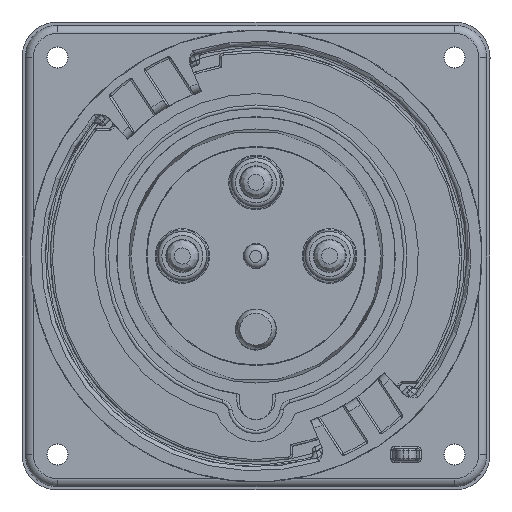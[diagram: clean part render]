
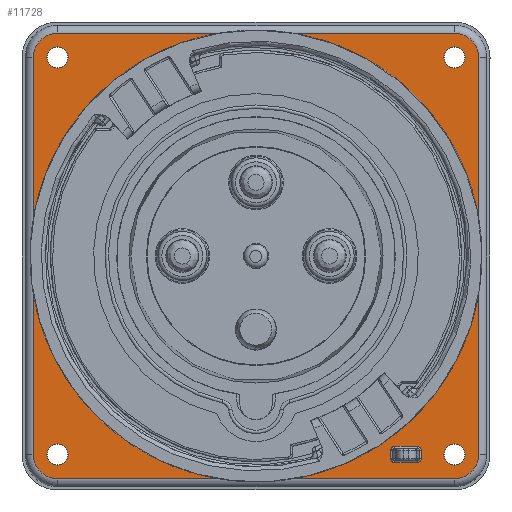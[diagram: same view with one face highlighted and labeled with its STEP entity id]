
A CAD part, front view. The second image highlights one B-rep face of the part: STEP entity #11728.
In plain terms, the highlighted planar face has unit normal (0, -1, 0).
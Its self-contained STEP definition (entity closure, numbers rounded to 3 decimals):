
#1968=FACE_BOUND('',#17130,.T.);
#1969=FACE_BOUND('',#17131,.T.);
#1970=FACE_BOUND('',#17132,.T.);
#1971=FACE_BOUND('',#17133,.T.);
#1972=FACE_BOUND('',#17134,.T.);
#1973=FACE_BOUND('',#17135,.T.);
#1974=FACE_BOUND('',#17136,.T.);
#2907=ELLIPSE('',#47265,1.015,1.);
#2908=ELLIPSE('',#47266,1.015,1.);
#2909=ELLIPSE('',#47267,1.015,1.);
#2910=ELLIPSE('',#47268,1.015,1.);
#3983=PLANE('',#47269);
#6129=LINE('',#101029,#8792);
#6130=LINE('',#101037,#8793);
#6131=LINE('',#101045,#8794);
#6132=LINE('',#101053,#8795);
#6517=LINE('',#102740,#9180);
#6518=LINE('',#102745,#9181);
#6519=LINE('',#102749,#9182);
#6520=LINE('',#102753,#9183);
#8792=VECTOR('',#56607,1.);
#8793=VECTOR('',#56618,1.);
#8794=VECTOR('',#56629,1.);
#8795=VECTOR('',#56640,1.);
#9180=VECTOR('',#58155,1.);
#9181=VECTOR('',#58158,1.);
#9182=VECTOR('',#58161,1.);
#9183=VECTOR('',#58164,1.);
#11728=ADVANCED_FACE('',(#1968,#1969,#1970,#1971,#1972,#1973,#1974),#3983,
 .T.);
#17130=EDGE_LOOP('',(#30724));
#17131=EDGE_LOOP('',(#30725));
#17132=EDGE_LOOP('',(#30726));
#17133=EDGE_LOOP('',(#30727));
#17134=EDGE_LOOP('',(#30728,#30729,#30730,#30731,#30732,#30733,#30734,#30735));
#17135=EDGE_LOOP('',(#30736));
#17136=EDGE_LOOP('',(#30737,#30738,#30739,#30740,#30741,#30742,#30743,#30744));
#30724=ORIENTED_EDGE('',*,*,#41200,.F.);
#30725=ORIENTED_EDGE('',*,*,#41201,.F.);
#30726=ORIENTED_EDGE('',*,*,#41202,.F.);
#30727=ORIENTED_EDGE('',*,*,#41203,.F.);
#30728=ORIENTED_EDGE('',*,*,#40535,.T.);
#30729=ORIENTED_EDGE('',*,*,#40549,.F.);
#30730=ORIENTED_EDGE('',*,*,#40547,.T.);
#30731=ORIENTED_EDGE('',*,*,#40545,.F.);
#30732=ORIENTED_EDGE('',*,*,#40543,.T.);
#30733=ORIENTED_EDGE('',*,*,#40541,.F.);
#30734=ORIENTED_EDGE('',*,*,#40539,.T.);
#30735=ORIENTED_EDGE('',*,*,#40537,.F.);
#30736=ORIENTED_EDGE('',*,*,#40911,.T.);
#30737=ORIENTED_EDGE('',*,*,#41204,.T.);
#30738=ORIENTED_EDGE('',*,*,#41205,.F.);
#30739=ORIENTED_EDGE('',*,*,#41206,.F.);
#30740=ORIENTED_EDGE('',*,*,#41207,.F.);
#30741=ORIENTED_EDGE('',*,*,#41208,.F.);
#30742=ORIENTED_EDGE('',*,*,#41209,.T.);
#30743=ORIENTED_EDGE('',*,*,#41210,.F.);
#30744=ORIENTED_EDGE('',*,*,#41211,.T.);
#34725=VERTEX_POINT('',#101028);
#34726=VERTEX_POINT('',#101030);
#34727=VERTEX_POINT('',#101034);
#34728=VERTEX_POINT('',#101038);
#34729=VERTEX_POINT('',#101042);
#34730=VERTEX_POINT('',#101046);
#34731=VERTEX_POINT('',#101050);
#34732=VERTEX_POINT('',#101054);
#34960=VERTEX_POINT('',#102093);
#35097=VERTEX_POINT('',#102733);
#35098=VERTEX_POINT('',#102735);
#35099=VERTEX_POINT('',#102737);
#35100=VERTEX_POINT('',#102739);
#35101=VERTEX_POINT('',#102741);
#35102=VERTEX_POINT('',#102742);
#35103=VERTEX_POINT('',#102744);
#35104=VERTEX_POINT('',#102746);
#35105=VERTEX_POINT('',#102748);
#35106=VERTEX_POINT('',#102750);
#35107=VERTEX_POINT('',#102752);
#35108=VERTEX_POINT('',#102754);
#40535=EDGE_CURVE('',#34726,#34725,#6129,.T.);
#40537=EDGE_CURVE('',#34726,#34727,#42902,.T.);
#40539=EDGE_CURVE('',#34728,#34727,#6130,.T.);
#40541=EDGE_CURVE('',#34728,#34729,#42905,.T.);
#40543=EDGE_CURVE('',#34730,#34729,#6131,.T.);
#40545=EDGE_CURVE('',#34730,#34731,#42908,.T.);
#40547=EDGE_CURVE('',#34732,#34731,#6132,.T.);
#40549=EDGE_CURVE('',#34732,#34725,#42911,.T.);
#40911=EDGE_CURVE('',#34960,#34960,#43033,.T.);
#41200=EDGE_CURVE('',#35097,#35097,#43150,.T.);
#41201=EDGE_CURVE('',#35098,#35098,#43151,.T.);
#41202=EDGE_CURVE('',#35099,#35099,#43152,.T.);
#41203=EDGE_CURVE('',#35100,#35100,#43153,.T.);
#41204=EDGE_CURVE('',#35101,#35102,#6517,.T.);
#41205=EDGE_CURVE('',#35103,#35102,#2907,.T.);
#41206=EDGE_CURVE('',#35104,#35103,#6518,.T.);
#41207=EDGE_CURVE('',#35105,#35104,#2908,.T.);
#41208=EDGE_CURVE('',#35106,#35105,#6519,.T.);
#41209=EDGE_CURVE('',#35106,#35107,#2909,.T.);
#41210=EDGE_CURVE('',#35108,#35107,#6520,.T.);
#41211=EDGE_CURVE('',#35108,#35101,#2910,.T.);
#42902=CIRCLE('',#46687,6.);
#42905=CIRCLE('',#46692,6.);
#42908=CIRCLE('',#46697,6.);
#42911=CIRCLE('',#46702,6.);
#43033=CIRCLE('',#46970,49.7);
#43150=CIRCLE('',#47261,2.642);
#43151=CIRCLE('',#47262,2.642);
#43152=CIRCLE('',#47263,2.642);
#43153=CIRCLE('',#47264,2.642);
#46687=AXIS2_PLACEMENT_3D('',#101033,#56612,#56613);
#46692=AXIS2_PLACEMENT_3D('',#101041,#56623,#56624);
#46697=AXIS2_PLACEMENT_3D('',#101049,#56634,#56635);
#46702=AXIS2_PLACEMENT_3D('',#101057,#56645,#56646);
#46970=AXIS2_PLACEMENT_3D('',#102092,#57401,#57402);
#47261=AXIS2_PLACEMENT_3D('',#102732,#58147,#58148);
#47262=AXIS2_PLACEMENT_3D('',#102734,#58149,#58150);
#47263=AXIS2_PLACEMENT_3D('',#102736,#58151,#58152);
#47264=AXIS2_PLACEMENT_3D('',#102738,#58153,#58154);
#47265=AXIS2_PLACEMENT_3D('',#102743,#58156,#58157);
#47266=AXIS2_PLACEMENT_3D('',#102747,#58159,#58160);
#47267=AXIS2_PLACEMENT_3D('',#102751,#58162,#58163);
#47268=AXIS2_PLACEMENT_3D('',#102755,#58165,#58166);
#47269=AXIS2_PLACEMENT_3D('',#102756,#58167,#58168);
#56607=DIRECTION('',(0.,0.,1.));
#56612=DIRECTION('',(0.,1.,0.));
#56613=DIRECTION('',(1.,0.,0.));
#56618=DIRECTION('',(1.,0.,0.));
#56623=DIRECTION('',(0.,1.,0.));
#56624=DIRECTION('',(1.,0.,0.));
#56629=DIRECTION('',(0.,0.,-1.));
#56634=DIRECTION('',(0.,1.,0.));
#56635=DIRECTION('',(1.,0.,0.));
#56640=DIRECTION('',(-1.,0.,0.));
#56645=DIRECTION('',(0.,1.,0.));
#56646=DIRECTION('',(1.,0.,0.));
#57401=DIRECTION('',(0.,1.,0.));
#57402=DIRECTION('',(1.,0.,0.));
#58147=DIRECTION('',(0.,-1.,0.));
#58148=DIRECTION('',(1.,0.,0.));
#58149=DIRECTION('',(0.,-1.,0.));
#58150=DIRECTION('',(1.,0.,0.));
#58151=DIRECTION('',(0.,-1.,0.));
#58152=DIRECTION('',(1.,0.,0.));
#58153=DIRECTION('',(0.,-1.,0.));
#58154=DIRECTION('',(1.,0.,0.));
#58155=DIRECTION('',(0.,0.,1.));
#58156=DIRECTION('',(0.,-1.,0.));
#58157=DIRECTION('',(-0.999,0.,0.049));
#58158=DIRECTION('',(-1.,0.,0.));
#58159=DIRECTION('',(0.,-1.,0.));
#58160=DIRECTION('',(-0.999,0.,-0.049));
#58161=DIRECTION('',(0.,0.,1.));
#58162=DIRECTION('',(0.,1.,0.));
#58163=DIRECTION('',(-0.999,0.,0.049));
#58164=DIRECTION('',(1.,0.,0.));
#58165=DIRECTION('',(0.,1.,0.));
#58166=DIRECTION('',(-0.999,0.,-0.049));
#58167=DIRECTION('',(0.,-1.,0.));
#58168=DIRECTION('',(1.,0.,0.));
#101028=CARTESIAN_POINT('',(55.2,13.2,68.6));
#101029=CARTESIAN_POINT('',(55.2,13.2,-29.8));
#101030=CARTESIAN_POINT('',(55.2,13.2,-29.8));
#101033=CARTESIAN_POINT('',(49.2,13.2,-29.8));
#101034=CARTESIAN_POINT('',(49.2,13.2,-35.8));
#101037=CARTESIAN_POINT('',(-49.2,13.2,-35.8));
#101038=CARTESIAN_POINT('',(-49.2,13.2,-35.8));
#101041=CARTESIAN_POINT('',(-49.2,13.2,-29.8));
#101042=CARTESIAN_POINT('',(-55.2,13.2,-29.8));
#101045=CARTESIAN_POINT('',(-55.2,13.2,68.6));
#101046=CARTESIAN_POINT('',(-55.2,13.2,68.6));
#101049=CARTESIAN_POINT('',(-49.2,13.2,68.6));
#101050=CARTESIAN_POINT('',(-49.2,13.2,74.6));
#101053=CARTESIAN_POINT('',(49.2,13.2,74.6));
#101054=CARTESIAN_POINT('',(49.2,13.2,74.6));
#101057=CARTESIAN_POINT('',(49.2,13.2,68.6));
#102092=CARTESIAN_POINT('',(0.,13.2,19.4));
#102093=CARTESIAN_POINT('',(49.7,13.2,19.4));
#102732=CARTESIAN_POINT('',(49.2,13.2,-29.8));
#102733=CARTESIAN_POINT('',(51.842,13.2,-29.8));
#102734=CARTESIAN_POINT('',(49.2,13.2,68.6));
#102735=CARTESIAN_POINT('',(51.842,13.2,68.6));
#102736=CARTESIAN_POINT('',(-49.2,13.2,-29.8));
#102737=CARTESIAN_POINT('',(-46.558,13.2,-29.8));
#102738=CARTESIAN_POINT('',(-49.2,13.2,68.6));
#102739=CARTESIAN_POINT('',(-46.558,13.2,68.6));
#102740=CARTESIAN_POINT('',(33.419,13.2,-30.791));
#102741=CARTESIAN_POINT('',(33.419,13.2,-30.791));
#102742=CARTESIAN_POINT('',(33.419,13.2,-28.809));
#102743=CARTESIAN_POINT('',(34.434,13.2,-28.81));
#102744=CARTESIAN_POINT('',(34.433,13.2,-27.81));
#102745=CARTESIAN_POINT('',(39.967,13.2,-27.81));
#102746=CARTESIAN_POINT('',(39.967,13.2,-27.81));
#102747=CARTESIAN_POINT('',(39.966,13.2,-28.81));
#102748=CARTESIAN_POINT('',(40.981,13.2,-28.809));
#102749=CARTESIAN_POINT('',(40.981,13.2,-30.791));
#102750=CARTESIAN_POINT('',(40.981,13.2,-30.791));
#102751=CARTESIAN_POINT('',(39.966,13.2,-30.79));
#102752=CARTESIAN_POINT('',(39.967,13.2,-31.79));
#102753=CARTESIAN_POINT('',(34.433,13.2,-31.79));
#102754=CARTESIAN_POINT('',(34.433,13.2,-31.79));
#102755=CARTESIAN_POINT('',(34.434,13.2,-30.79));
#102756=CARTESIAN_POINT('',(-55.21,13.2,-35.81));
